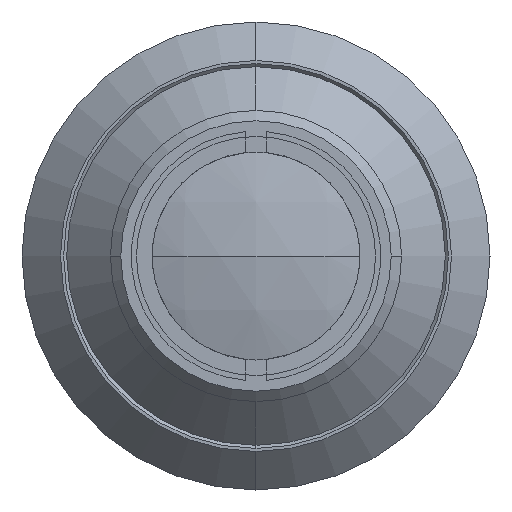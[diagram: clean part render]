
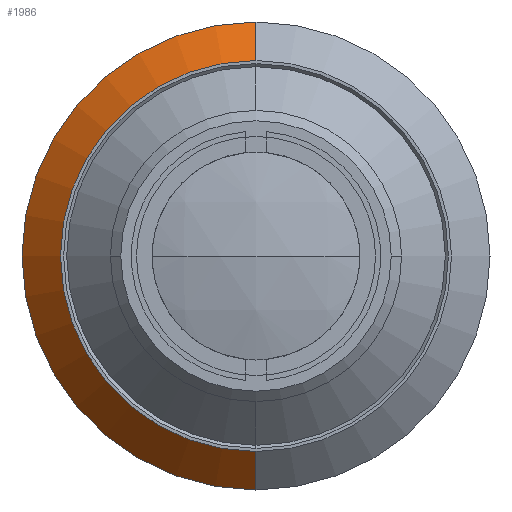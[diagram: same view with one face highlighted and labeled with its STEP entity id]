
A CAD part, left-side view. The second image highlights one B-rep face of the part: STEP entity #1986.
In plain terms, the highlighted conical face has half-angle 45 degrees and reference radius 22.5 mm.
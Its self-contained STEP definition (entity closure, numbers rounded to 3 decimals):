
#15 = CARTESIAN_POINT ( 'NONE',  ( 37.77, 0., -22.5 ) ) ;
#39 = ORIENTED_EDGE ( 'NONE', *, *, #1806, .F. ) ;
#50 = LINE ( 'NONE', #916, #2240 ) ;
#82 = DIRECTION ( 'NONE',  ( 0.707, 0., -0.707 ) ) ;
#122 = EDGE_CURVE ( 'NONE', #1470, #2119, #660, .T. ) ;
#170 = DIRECTION ( 'NONE',  ( 0., 0., 1. ) ) ;
#193 = DIRECTION ( 'NONE',  ( 0., 0., -1. ) ) ;
#236 = LINE ( 'NONE', #2646, #478 ) ;
#267 = DIRECTION ( 'NONE',  ( 0.707, 0., 0.707 ) ) ;
#357 = CONICAL_SURFACE ( 'NONE', #2705, 22.5, 0.785 ) ;
#426 = AXIS2_PLACEMENT_3D ( 'NONE', #2560, #1432, #826 ) ;
#478 = VECTOR ( 'NONE', #267, 1000. ) ;
#607 = CARTESIAN_POINT ( 'NONE',  ( 34.07, 0., 0. ) ) ;
#660 = CIRCLE ( 'NONE', #426, 22.5 ) ;
#703 = CARTESIAN_POINT ( 'NONE',  ( 37.77, 0., 22.5 ) ) ;
#826 = DIRECTION ( 'NONE',  ( 0., 0., 1. ) ) ;
#898 = CIRCLE ( 'NONE', #1635, 18.8 ) ;
#916 = CARTESIAN_POINT ( 'NONE',  ( 37.77, 0., -22.5 ) ) ;
#926 = ORIENTED_EDGE ( 'NONE', *, *, #1336, .T. ) ;
#980 = VERTEX_POINT ( 'NONE', #1512 ) ;
#1272 = ORIENTED_EDGE ( 'NONE', *, *, #2039, .F. ) ;
#1336 = EDGE_CURVE ( 'NONE', #1693, #1470, #236, .T. ) ;
#1432 = DIRECTION ( 'NONE',  ( -1., 0., 0. ) ) ;
#1470 = VERTEX_POINT ( 'NONE', #703 ) ;
#1512 = CARTESIAN_POINT ( 'NONE',  ( 34.07, 0., -18.8 ) ) ;
#1515 = CARTESIAN_POINT ( 'NONE',  ( 37.77, 0., 0. ) ) ;
#1534 = EDGE_LOOP ( 'NONE', ( #1272, #926, #2285, #39 ) ) ;
#1635 = AXIS2_PLACEMENT_3D ( 'NONE', #607, #2139, #170 ) ;
#1693 = VERTEX_POINT ( 'NONE', #2486 ) ;
#1701 = DIRECTION ( 'NONE',  ( 1., 0., 0. ) ) ;
#1806 = EDGE_CURVE ( 'NONE', #980, #2119, #50, .T. ) ;
#1986 = ADVANCED_FACE ( 'NONE', ( #2354 ), #357, .T. ) ;
#2039 = EDGE_CURVE ( 'NONE', #1693, #980, #898, .T. ) ;
#2119 = VERTEX_POINT ( 'NONE', #15 ) ;
#2139 = DIRECTION ( 'NONE',  ( -1., 0., 0. ) ) ;
#2240 = VECTOR ( 'NONE', #82, 1000. ) ;
#2285 = ORIENTED_EDGE ( 'NONE', *, *, #122, .T. ) ;
#2354 = FACE_OUTER_BOUND ( 'NONE', #1534, .T. ) ;
#2486 = CARTESIAN_POINT ( 'NONE',  ( 34.07, 0., 18.8 ) ) ;
#2560 = CARTESIAN_POINT ( 'NONE',  ( 37.77, 0., 0. ) ) ;
#2646 = CARTESIAN_POINT ( 'NONE',  ( 37.77, 0., 22.5 ) ) ;
#2705 = AXIS2_PLACEMENT_3D ( 'NONE', #1515, #1701, #193 ) ;
